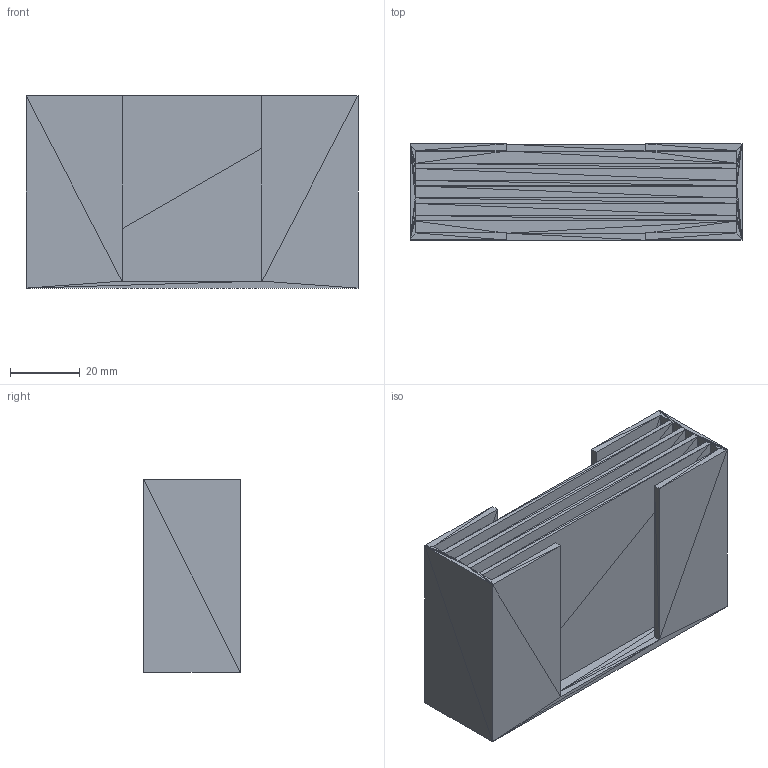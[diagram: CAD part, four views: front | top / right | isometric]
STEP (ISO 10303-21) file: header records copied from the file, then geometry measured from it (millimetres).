
FILE_DESCRIPTION((''),'2;1');
FILE_NAME('SomeWhatOhMyGoshDidIManageToMakeACase_', '2025-10-19T17:37:07', (''), (''),,'', '');
FILE_SCHEMA(('AUTOMOTIVE_DESIGN_CC2'));
Length unit declared in the file: metre
Products named in the file (1): product0
Bounding box: 95 x 27.5 x 55 mm (x, y, z)
Surface area: 61259 mm2 (no closed solid volume)
Topology: 0 solids, 124 shells, 124 faces, 372 edges, 64 vertices
Faces by surface type: plane 124
Entity records: 2884 total; most frequent: DIRECTION 622, ORIENTED_EDGE 372, EDGE_CURVE 372, LINE 372, VECTOR 372, AXIS2_PLACEMENT_3D 125, FACE_SURFACE 124, PLANE 124
